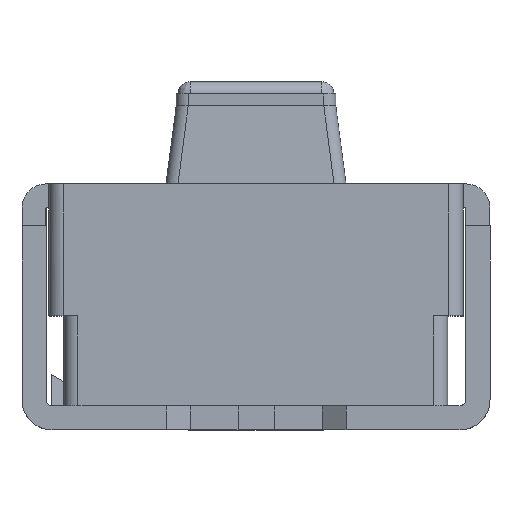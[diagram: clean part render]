
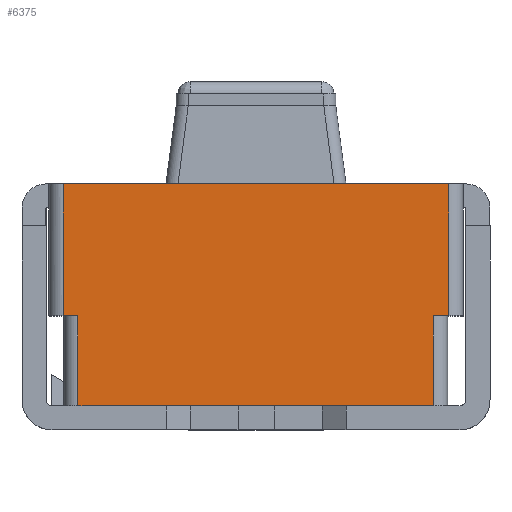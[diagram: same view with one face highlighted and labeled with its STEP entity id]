
A CAD part, top view. The second image highlights one B-rep face of the part: STEP entity #6375.
In plain terms, the highlighted planar face has unit normal (0, 0, 1).
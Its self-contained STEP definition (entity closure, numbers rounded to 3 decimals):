
#162 = VECTOR ( 'NONE', #8204, 1000. ) ;
#590 = VERTEX_POINT ( 'NONE', #8322 ) ;
#936 = LINE ( 'NONE', #9083, #7303 ) ;
#1245 = DIRECTION ( 'NONE',  ( 0., 1., 0. ) ) ;
#1529 = VERTEX_POINT ( 'NONE', #11013 ) ;
#1588 = EDGE_CURVE ( 'NONE', #11019, #5437, #936, .T. ) ;
#1980 = VECTOR ( 'NONE', #7180, 1000. ) ;
#2337 = LINE ( 'NONE', #6267, #162 ) ;
#2660 = PLANE ( 'NONE',  #9682 ) ;
#2800 = VERTEX_POINT ( 'NONE', #5246 ) ;
#3043 = DIRECTION ( 'NONE',  ( 0., 0., -1. ) ) ;
#3124 = ORIENTED_EDGE ( 'NONE', *, *, #11953, .F. ) ;
#3370 = LINE ( 'NONE', #9119, #1980 ) ;
#3743 = CARTESIAN_POINT ( 'NONE',  ( -1.605, 0.799, 0.8 ) ) ;
#3939 = EDGE_CURVE ( 'NONE', #6757, #12419, #10927, .T. ) ;
#4106 = ORIENTED_EDGE ( 'NONE', *, *, #8734, .F. ) ;
#4123 = CARTESIAN_POINT ( 'NONE',  ( 1.605, 0.799, 0.8 ) ) ;
#4264 = ORIENTED_EDGE ( 'NONE', *, *, #1588, .F. ) ;
#4841 = CARTESIAN_POINT ( 'NONE',  ( -1.483, 0.729, 0.8 ) ) ;
#5246 = CARTESIAN_POINT ( 'NONE',  ( -1.483, 0.729, 0.8 ) ) ;
#5365 = EDGE_CURVE ( 'NONE', #10567, #6757, #12022, .T. ) ;
#5402 = LINE ( 'NONE', #8495, #8606 ) ;
#5437 = VERTEX_POINT ( 'NONE', #11932 ) ;
#5490 = CARTESIAN_POINT ( 'NONE',  ( -1.483, 0.799, 0.8 ) ) ;
#5724 = ORIENTED_EDGE ( 'NONE', *, *, #8225, .F. ) ;
#5890 = VECTOR ( 'NONE', #1245, 1000. ) ;
#6267 = CARTESIAN_POINT ( 'NONE',  ( -1.483, 0.729, 0.8 ) ) ;
#6375 = ADVANCED_FACE ( 'NONE', ( #10469 ), #2660, .F. ) ;
#6757 = VERTEX_POINT ( 'NONE', #12415 ) ;
#7061 = VECTOR ( 'NONE', #7958, 1000. ) ;
#7180 = DIRECTION ( 'NONE',  ( 0., -1., 0. ) ) ;
#7303 = VECTOR ( 'NONE', #9015, 1000. ) ;
#7449 = CARTESIAN_POINT ( 'NONE',  ( 1.477, 0.729, 0.8 ) ) ;
#7803 = DIRECTION ( 'NONE',  ( 0., 1., 0. ) ) ;
#7958 = DIRECTION ( 'NONE',  ( -1., 0., 0. ) ) ;
#7993 = EDGE_LOOP ( 'NONE', ( #9934, #9516, #10999, #5724, #3124, #4106, #9574, #4264 ) ) ;
#8204 = DIRECTION ( 'NONE',  ( -1., 0., 0. ) ) ;
#8225 = EDGE_CURVE ( 'NONE', #590, #10567, #5402, .T. ) ;
#8322 = CARTESIAN_POINT ( 'NONE',  ( -1.605, 1.829, 0.8 ) ) ;
#8495 = CARTESIAN_POINT ( 'NONE',  ( -1.483, 1.829, 0.8 ) ) ;
#8606 = VECTOR ( 'NONE', #12356, 1000. ) ;
#8734 = EDGE_CURVE ( 'NONE', #2800, #1529, #2337, .T. ) ;
#9006 = CARTESIAN_POINT ( 'NONE',  ( 1.477, -0.021, 0.8 ) ) ;
#9015 = DIRECTION ( 'NONE',  ( -1., 0., 0. ) ) ;
#9083 = CARTESIAN_POINT ( 'NONE',  ( -1.483, -0.021, 0.8 ) ) ;
#9119 = CARTESIAN_POINT ( 'NONE',  ( 1.477, 0.799, 0.8 ) ) ;
#9282 = VECTOR ( 'NONE', #7803, 1000. ) ;
#9516 = ORIENTED_EDGE ( 'NONE', *, *, #3939, .F. ) ;
#9574 = ORIENTED_EDGE ( 'NONE', *, *, #12526, .F. ) ;
#9630 = EDGE_CURVE ( 'NONE', #12419, #11019, #3370, .T. ) ;
#9646 = CARTESIAN_POINT ( 'NONE',  ( 1.605, 1.829, 0.8 ) ) ;
#9682 = AXIS2_PLACEMENT_3D ( 'NONE', #5490, #3043, #9821 ) ;
#9821 = DIRECTION ( 'NONE',  ( -1., 0., 0. ) ) ;
#9934 = ORIENTED_EDGE ( 'NONE', *, *, #9630, .F. ) ;
#10469 = FACE_OUTER_BOUND ( 'NONE', #7993, .T. ) ;
#10567 = VERTEX_POINT ( 'NONE', #9646 ) ;
#10648 = LINE ( 'NONE', #3743, #9282 ) ;
#10927 = LINE ( 'NONE', #4841, #7061 ) ;
#10999 = ORIENTED_EDGE ( 'NONE', *, *, #5365, .F. ) ;
#11013 = CARTESIAN_POINT ( 'NONE',  ( -1.605, 0.729, 0.8 ) ) ;
#11019 = VERTEX_POINT ( 'NONE', #9006 ) ;
#11154 = VECTOR ( 'NONE', #11964, 1000. ) ;
#11756 = LINE ( 'NONE', #12000, #5890 ) ;
#11932 = CARTESIAN_POINT ( 'NONE',  ( -1.483, -0.021, 0.8 ) ) ;
#11953 = EDGE_CURVE ( 'NONE', #1529, #590, #10648, .T. ) ;
#11964 = DIRECTION ( 'NONE',  ( 0., -1., 0. ) ) ;
#12000 = CARTESIAN_POINT ( 'NONE',  ( -1.483, 0.799, 0.8 ) ) ;
#12022 = LINE ( 'NONE', #4123, #11154 ) ;
#12356 = DIRECTION ( 'NONE',  ( 1., 0., 0. ) ) ;
#12415 = CARTESIAN_POINT ( 'NONE',  ( 1.605, 0.729, 0.8 ) ) ;
#12419 = VERTEX_POINT ( 'NONE', #7449 ) ;
#12526 = EDGE_CURVE ( 'NONE', #5437, #2800, #11756, .T. ) ;
